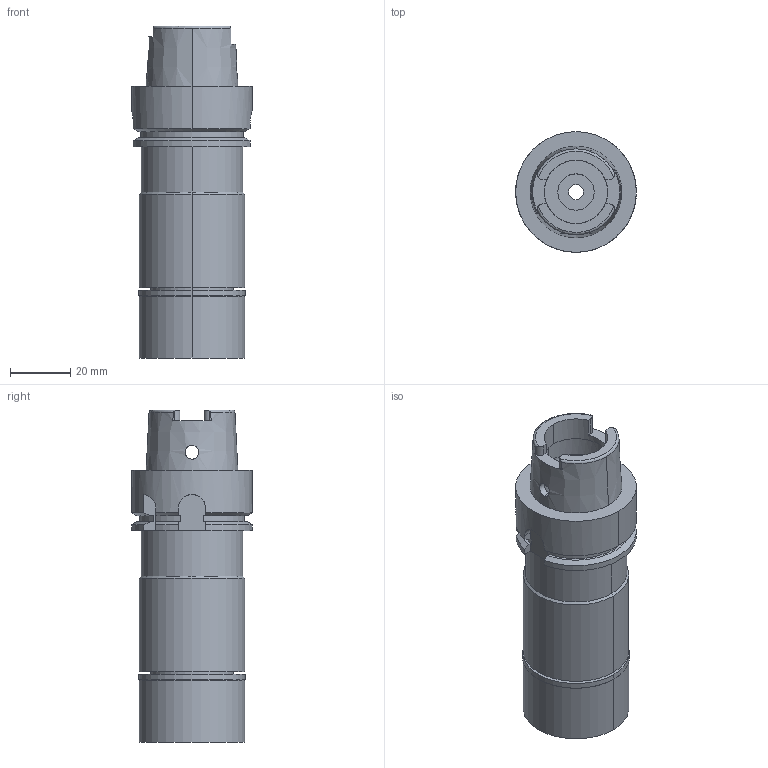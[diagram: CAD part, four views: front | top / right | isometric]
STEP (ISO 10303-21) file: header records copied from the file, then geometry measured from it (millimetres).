
FILE_DESCRIPTION((''),'2;1');
FILE_NAME('HA40ME10090-100_ASM','2017-11-14T',('ykawabe'),(''),'CREO PARAMETRIC BY PTC INC, 2016380','CREO PARAMETRIC BY PTC INC, 2016380','');
FILE_SCHEMA(('AUTOMOTIVE_DESIGN { 1 0 10303 214 1 1 1 1 }'));
Length unit declared in the file: millimetre
Products named in the file (5): HSK-A40-MEGA10E-90_1; MEC10-10AA_1; MEN10_1; DXF_TEMP_ASSY_ASM_4_ASM; HA40ME10090-100_ASM
Assembly tree (4 placements, depth 3):
  HA40ME10090-100_ASM
    DXF_TEMP_ASSY_ASM_4_ASM
      HSK-A40-MEGA10E-90_1
      MEC10-10AA_1
      MEN10_1
Bounding box: 40 x 40 x 110 mm (x, y, z)
Volume: 84056.4 mm3; surface area: 28173.2 mm2
Topology: 3 solids, 3 shells, 160 faces, 402 edges, 257 vertices
Faces by surface type: cylinder 72, plane 48, cone 36, torus 4
Entity records: 7162 total; most frequent: CARTESIAN_POINT 1136, DIRECTION 915, ORIENTED_EDGE 804, PRESENTATION_STYLE_ASSIGNMENT 410, STYLED_ITEM 410, CURVE_STYLE 407, EDGE_CURVE 402, AXIS2_PLACEMENT_3D 370
